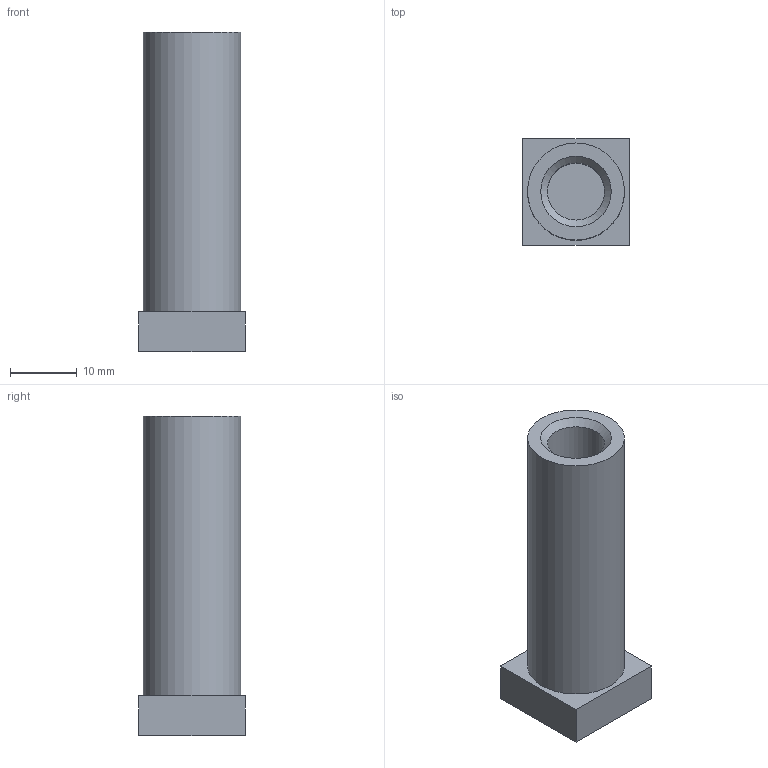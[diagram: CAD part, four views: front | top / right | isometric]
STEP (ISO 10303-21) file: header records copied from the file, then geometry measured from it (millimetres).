
FILE_DESCRIPTION( ( 'Unknown' ), '1' );
FILE_NAME( 'Foot-spacer.stp', 'Unknown', ( 'Ed Sells' ), ( 'University of Bath' ), 'XStep 1.0', 'Solid Edge v19', ' ' );
FILE_SCHEMA( ( 'CONFIG_CONTROL_DESIGN' ) );
Length unit declared in the file: millimetre
Products named in the file (1): 1
Bounding box: 16 x 16 x 48 mm (x, y, z)
Volume: 6113.2 mm3; surface area: 3942.6 mm2
Topology: 1 solids, 1 shells, 11 faces, 20 edges, 13 vertices
Faces by surface type: plane 8, cylinder 2, cone 1
Full cylindrical faces by diameter (mm): 8.6 x1, 14.6 x1
Entity records: 300 total; most frequent: DIRECTION 46, CARTESIAN_POINT 42, ORIENTED_EDGE 34, AXIS2_PLACEMENT_3D 17, EDGE_CURVE 17, EDGE_LOOP 16, FACE_OUTER_BOUND 13, VERTEX_POINT 13
